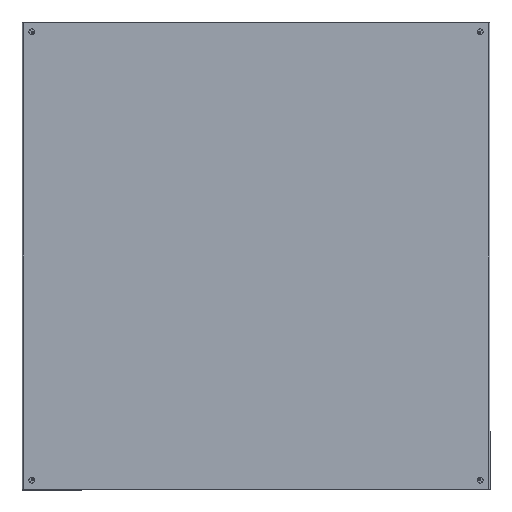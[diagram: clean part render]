
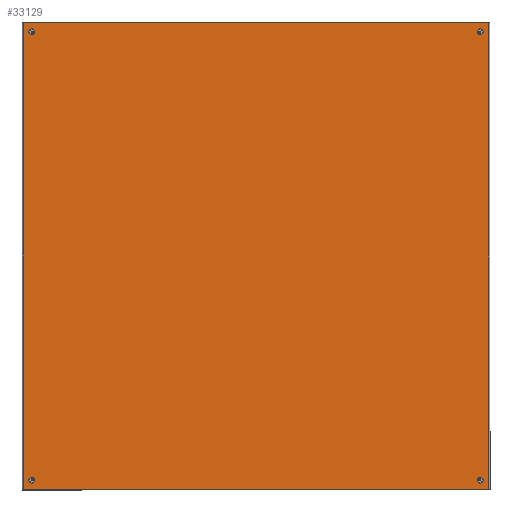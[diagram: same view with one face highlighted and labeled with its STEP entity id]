
A CAD part, left-side view. The second image highlights one B-rep face of the part: STEP entity #33129.
In plain terms, the highlighted face is planar.
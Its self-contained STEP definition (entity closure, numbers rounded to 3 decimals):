
#1030=FACE_BOUND('',#7117,.T.);
#1031=FACE_BOUND('',#7118,.T.);
#1032=FACE_BOUND('',#7119,.T.);
#1033=FACE_BOUND('',#7120,.T.);
#2190=CIRCLE('',#35382,0.219);
#2191=CIRCLE('',#35383,0.219);
#2192=CIRCLE('',#35384,0.219);
#2193=CIRCLE('',#35385,0.219);
#4907=FACE_OUTER_BOUND('',#7116,.T.);
#7116=EDGE_LOOP('',(#22431,#22432,#22433,#22434));
#7117=EDGE_LOOP('',(#22435));
#7118=EDGE_LOOP('',(#22436));
#7119=EDGE_LOOP('',(#22437));
#7120=EDGE_LOOP('',(#22438));
#9766=LINE('',#50271,#12040);
#9771=LINE('',#50289,#12045);
#9775=LINE('',#50303,#12049);
#9777=LINE('',#50306,#12051);
#12040=VECTOR('',#39578,35.852);
#12045=VECTOR('',#39601,35.852);
#12049=VECTOR('',#39621,35.79);
#12051=VECTOR('',#39625,35.79);
#14279=VERTEX_POINT('',#50268);
#14280=VERTEX_POINT('',#50270);
#14283=VERTEX_POINT('',#50286);
#14284=VERTEX_POINT('',#50288);
#14287=VERTEX_POINT('',#50307);
#14288=VERTEX_POINT('',#50309);
#14289=VERTEX_POINT('',#50311);
#14290=VERTEX_POINT('',#50313);
#17363=EDGE_CURVE('',#14280,#14279,#9766,.T.);
#17372=EDGE_CURVE('',#14284,#14283,#9771,.T.);
#17379=EDGE_CURVE('',#14284,#14279,#9775,.T.);
#17381=EDGE_CURVE('',#14280,#14283,#9777,.T.);
#17382=EDGE_CURVE('',#14287,#14287,#2190,.T.);
#17383=EDGE_CURVE('',#14288,#14288,#2191,.T.);
#17384=EDGE_CURVE('',#14289,#14289,#2192,.T.);
#17385=EDGE_CURVE('',#14290,#14290,#2193,.T.);
#22431=ORIENTED_EDGE('',*,*,#17372,.T.);
#22432=ORIENTED_EDGE('',*,*,#17381,.F.);
#22433=ORIENTED_EDGE('',*,*,#17363,.T.);
#22434=ORIENTED_EDGE('',*,*,#17379,.F.);
#22435=ORIENTED_EDGE('',*,*,#17382,.T.);
#22436=ORIENTED_EDGE('',*,*,#17383,.T.);
#22437=ORIENTED_EDGE('',*,*,#17384,.T.);
#22438=ORIENTED_EDGE('',*,*,#17385,.T.);
#31830=PLANE('',#35381);
#33129=ADVANCED_FACE('',(#4907,#1030,#1031,#1032,#1033),#31830,.F.);
#35381=AXIS2_PLACEMENT_3D('',#50305,#39623,#39624);
#35382=AXIS2_PLACEMENT_3D('',#50308,#39626,#39627);
#35383=AXIS2_PLACEMENT_3D('',#50310,#39628,#39629);
#35384=AXIS2_PLACEMENT_3D('',#50312,#39630,#39631);
#35385=AXIS2_PLACEMENT_3D('',#50314,#39632,#39633);
#39578=DIRECTION('',(0.,1.,0.));
#39601=DIRECTION('',(0.,-1.,0.));
#39621=DIRECTION('',(-1.,0.,0.));
#39623=DIRECTION('center_axis',(0.,0.,1.));
#39624=DIRECTION('ref_axis',(1.,0.,0.));
#39625=DIRECTION('',(1.,0.,0.));
#39626=DIRECTION('center_axis',(0.,0.,1.));
#39627=DIRECTION('ref_axis',(1.,0.,0.));
#39628=DIRECTION('center_axis',(0.,0.,1.));
#39629=DIRECTION('ref_axis',(1.,0.,0.));
#39630=DIRECTION('center_axis',(0.,0.,1.));
#39631=DIRECTION('ref_axis',(1.,0.,0.));
#39632=DIRECTION('center_axis',(0.,0.,1.));
#39633=DIRECTION('ref_axis',(1.,0.,0.));
#50268=CARTESIAN_POINT('',(0.105,35.852,0.));
#50270=CARTESIAN_POINT('',(0.105,0.,0.));
#50271=CARTESIAN_POINT('',(0.105,8.963,0.));
#50286=CARTESIAN_POINT('',(35.895,0.,0.));
#50288=CARTESIAN_POINT('',(35.895,35.852,0.));
#50289=CARTESIAN_POINT('',(35.895,26.889,0.));
#50303=CARTESIAN_POINT('',(36.,35.852,0.));
#50305=CARTESIAN_POINT('Origin',(18.,17.926,0.));
#50306=CARTESIAN_POINT('',(0.,0.,0.));
#50307=CARTESIAN_POINT('',(35.469,0.676,0.));
#50308=CARTESIAN_POINT('Origin',(35.25,0.676,0.));
#50309=CARTESIAN_POINT('',(35.469,35.176,0.));
#50310=CARTESIAN_POINT('Origin',(35.25,35.176,0.));
#50311=CARTESIAN_POINT('',(0.969,0.676,0.));
#50312=CARTESIAN_POINT('Origin',(0.75,0.676,0.));
#50313=CARTESIAN_POINT('',(0.969,35.176,0.));
#50314=CARTESIAN_POINT('Origin',(0.75,35.176,0.));
